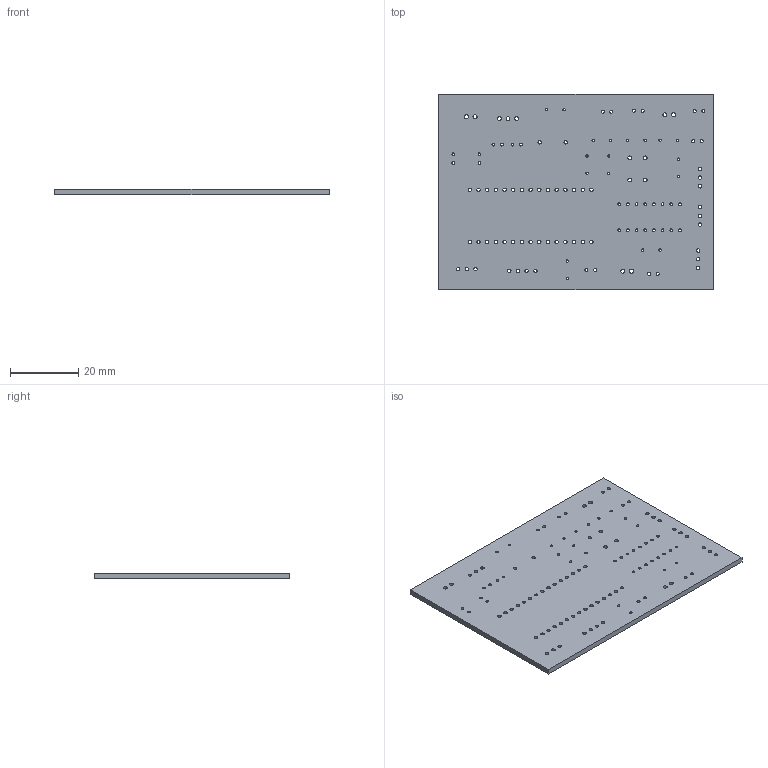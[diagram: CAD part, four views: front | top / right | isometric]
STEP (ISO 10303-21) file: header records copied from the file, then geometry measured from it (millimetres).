
FILE_DESCRIPTION(('KiCad electronic assembly'),'2;1');
FILE_NAME('regulator_001.step','2022-11-18T09:16:06',('Pcbnew'),('Kicad' ),'Open CASCADE STEP processor 7.6','KiCad to STEP converter', 'Unknown');
FILE_SCHEMA(('AUTOMOTIVE_DESIGN { 1 0 10303 214 1 1 1 1 }'));
Length unit declared in the file: millimetre
Products named in the file (2): regulator_001 1; regulator_001 PCB
Assembly tree (1 placements, depth 2):
  regulator_001 1
    regulator_001 PCB
Bounding box: 80.14 x 57.15 x 1.6 mm (x, y, z)
Volume: 7203.5 mm3; surface area: 9973.7 mm2
Topology: 1 solids, 1 shells, 121 faces, 357 edges, 238 vertices
Faces by surface type: cylinder 115, plane 6
Full cylindrical faces by diameter (mm): 0.7 x18, 0.8 x24, 0.9 x12, 1 x48, 1.1 x7, 1.19 x6
Entity records: 10019 total; most frequent: CARTESIAN_POINT 2812, DIRECTION 1317, ORIENTED_EDGE 714, PCURVE 714, DEFINITIONAL_REPRESENTATION 714, LINE 611, VECTOR 611, EDGE_CURVE 357
